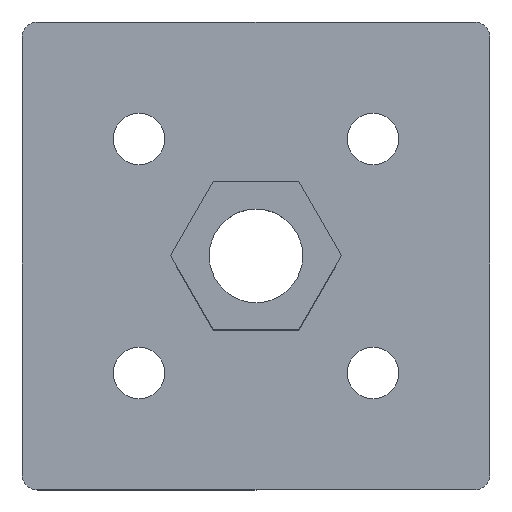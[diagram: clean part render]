
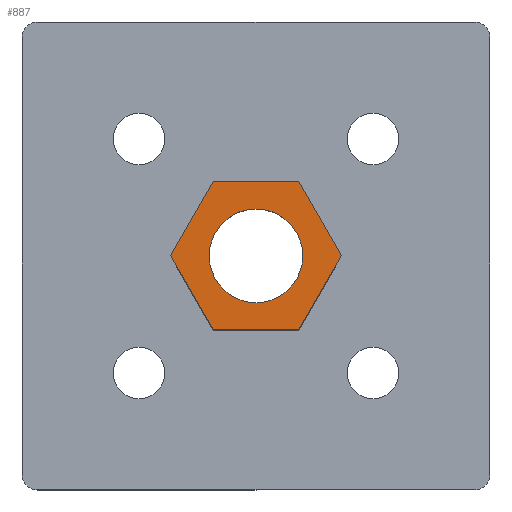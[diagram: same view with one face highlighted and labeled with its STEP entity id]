
A CAD part, top view. The second image highlights one B-rep face of the part: STEP entity #887.
In plain terms, the highlighted planar face has unit normal (0, 0, 1).
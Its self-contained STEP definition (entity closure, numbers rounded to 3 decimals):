
#56 = ORIENTED_EDGE ( 'NONE', *, *, #252, .T. ) ;
#61 = EDGE_CURVE ( 'NONE', #320, #759, #294, .T. ) ;
#81 = VECTOR ( 'NONE', #405, 1000. ) ;
#91 = EDGE_CURVE ( 'NONE', #563, #898, #345, .T. ) ;
#119 = AXIS2_PLACEMENT_3D ( 'NONE', #275, #950, #869 ) ;
#126 = VECTOR ( 'NONE', #541, 1000. ) ;
#129 = DIRECTION ( 'NONE',  ( 0., 0., 1. ) ) ;
#135 = ORIENTED_EDGE ( 'NONE', *, *, #61, .F. ) ;
#150 = EDGE_CURVE ( 'NONE', #759, #320, #882, .T. ) ;
#164 = LINE ( 'NONE', #923, #366 ) ;
#172 = CARTESIAN_POINT ( 'NONE',  ( 5.485, -9.5, 8. ) ) ;
#176 = CARTESIAN_POINT ( 'NONE',  ( -5.485, -9.5, 8. ) ) ;
#191 = ORIENTED_EDGE ( 'NONE', *, *, #281, .T. ) ;
#217 = CARTESIAN_POINT ( 'NONE',  ( 0., 0., 8. ) ) ;
#227 = CARTESIAN_POINT ( 'NONE',  ( -10.97, 0., 8. ) ) ;
#238 = LINE ( 'NONE', #332, #126 ) ;
#252 = EDGE_CURVE ( 'NONE', #499, #703, #643, .T. ) ;
#271 = ORIENTED_EDGE ( 'NONE', *, *, #625, .T. ) ;
#275 = CARTESIAN_POINT ( 'NONE',  ( 0., 0., 8. ) ) ;
#281 = EDGE_CURVE ( 'NONE', #703, #479, #558, .T. ) ;
#294 = CIRCLE ( 'NONE', #119, 6. ) ;
#298 = CARTESIAN_POINT ( 'NONE',  ( 10.97, 0., 8. ) ) ;
#320 = VERTEX_POINT ( 'NONE', #567 ) ;
#332 = CARTESIAN_POINT ( 'NONE',  ( 5.485, 9.5, 8. ) ) ;
#345 = LINE ( 'NONE', #654, #506 ) ;
#362 = FACE_OUTER_BOUND ( 'NONE', #863, .T. ) ;
#366 = VECTOR ( 'NONE', #919, 1000. ) ;
#400 = CARTESIAN_POINT ( 'NONE',  ( -10.97, 0., 8. ) ) ;
#405 = DIRECTION ( 'NONE',  ( 1., 0., 0. ) ) ;
#412 = ORIENTED_EDGE ( 'NONE', *, *, #150, .F. ) ;
#421 = AXIS2_PLACEMENT_3D ( 'NONE', #217, #449, #748 ) ;
#436 = EDGE_LOOP ( 'NONE', ( #135, #412 ) ) ;
#445 = PLANE ( 'NONE',  #421 ) ;
#449 = DIRECTION ( 'NONE',  ( 0., 0., 1. ) ) ;
#479 = VERTEX_POINT ( 'NONE', #298 ) ;
#480 = DIRECTION ( 'NONE',  ( 0.5, 0.866, 0. ) ) ;
#485 = AXIS2_PLACEMENT_3D ( 'NONE', #744, #129, #519 ) ;
#499 = VERTEX_POINT ( 'NONE', #601 ) ;
#506 = VECTOR ( 'NONE', #706, 1000. ) ;
#519 = DIRECTION ( 'NONE',  ( 1., 0., 0. ) ) ;
#520 = ORIENTED_EDGE ( 'NONE', *, *, #725, .T. ) ;
#541 = DIRECTION ( 'NONE',  ( -1., 0., 0. ) ) ;
#548 = CARTESIAN_POINT ( 'NONE',  ( 5.485, -9.5, 8. ) ) ;
#558 = LINE ( 'NONE', #172, #616 ) ;
#563 = VERTEX_POINT ( 'NONE', #836 ) ;
#567 = CARTESIAN_POINT ( 'NONE',  ( -6., 0., 8. ) ) ;
#574 = VECTOR ( 'NONE', #792, 1000. ) ;
#601 = CARTESIAN_POINT ( 'NONE',  ( -5.485, -9.5, 8. ) ) ;
#616 = VECTOR ( 'NONE', #480, 1000. ) ;
#625 = EDGE_CURVE ( 'NONE', #479, #679, #164, .T. ) ;
#628 = EDGE_CURVE ( 'NONE', #679, #563, #238, .T. ) ;
#643 = LINE ( 'NONE', #176, #81 ) ;
#654 = CARTESIAN_POINT ( 'NONE',  ( -5.485, 9.5, 8. ) ) ;
#679 = VERTEX_POINT ( 'NONE', #772 ) ;
#703 = VERTEX_POINT ( 'NONE', #548 ) ;
#706 = DIRECTION ( 'NONE',  ( -0.5, -0.866, 0. ) ) ;
#725 = EDGE_CURVE ( 'NONE', #898, #499, #854, .T. ) ;
#726 = CARTESIAN_POINT ( 'NONE',  ( 6., 0., 8. ) ) ;
#744 = CARTESIAN_POINT ( 'NONE',  ( 0., 0., 8. ) ) ;
#748 = DIRECTION ( 'NONE',  ( 1., 0., 0. ) ) ;
#759 = VERTEX_POINT ( 'NONE', #726 ) ;
#772 = CARTESIAN_POINT ( 'NONE',  ( 5.485, 9.5, 8. ) ) ;
#792 = DIRECTION ( 'NONE',  ( 0.5, -0.866, 0. ) ) ;
#835 = FACE_BOUND ( 'NONE', #436, .T. ) ;
#836 = CARTESIAN_POINT ( 'NONE',  ( -5.485, 9.5, 8. ) ) ;
#854 = LINE ( 'NONE', #400, #574 ) ;
#861 = ORIENTED_EDGE ( 'NONE', *, *, #628, .T. ) ;
#863 = EDGE_LOOP ( 'NONE', ( #56, #191, #271, #861, #895, #520 ) ) ;
#869 = DIRECTION ( 'NONE',  ( 1., 0., 0. ) ) ;
#882 = CIRCLE ( 'NONE', #485, 6. ) ;
#887 = ADVANCED_FACE ( 'NONE', ( #362, #835 ), #445, .T. ) ;
#895 = ORIENTED_EDGE ( 'NONE', *, *, #91, .T. ) ;
#898 = VERTEX_POINT ( 'NONE', #227 ) ;
#919 = DIRECTION ( 'NONE',  ( -0.5, 0.866, 0. ) ) ;
#923 = CARTESIAN_POINT ( 'NONE',  ( 10.97, 0., 8. ) ) ;
#950 = DIRECTION ( 'NONE',  ( 0., 0., 1. ) ) ;
